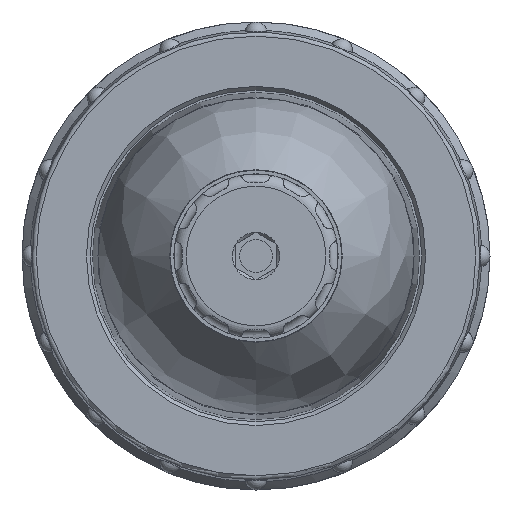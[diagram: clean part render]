
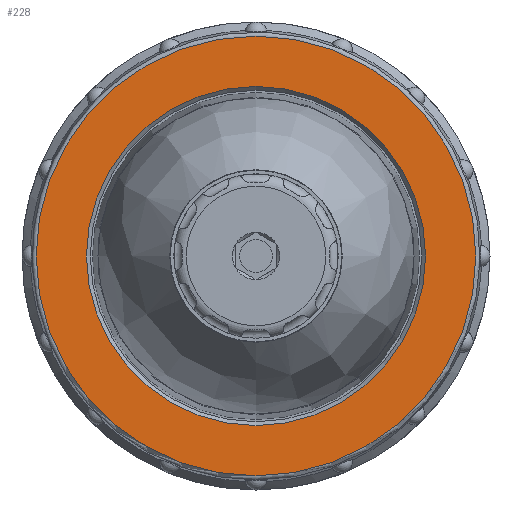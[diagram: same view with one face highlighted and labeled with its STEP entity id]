
A CAD part, front view. The second image highlights one B-rep face of the part: STEP entity #228.
In plain terms, the highlighted planar face has unit normal (0, -1, 0).
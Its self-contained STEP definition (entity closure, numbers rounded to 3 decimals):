
#228 = ADVANCED_FACE( '', ( #537, #538 ), #539, .F. );
#537 = FACE_BOUND( '', #1030, .T. );
#538 = FACE_OUTER_BOUND( '', #1031, .T. );
#539 = PLANE( '', #1032 );
#1030 = EDGE_LOOP( '', ( #1897 ) );
#1031 = EDGE_LOOP( '', ( #1898 ) );
#1032 = AXIS2_PLACEMENT_3D( '', #1899, #1900, #1901 );
#1897 = ORIENTED_EDGE( '', *, *, #3397, .F. );
#1898 = ORIENTED_EDGE( '', *, *, #3304, .T. );
#1899 = CARTESIAN_POINT( '', ( 26.779, -29.5, 0. ) );
#1900 = DIRECTION( '', ( 0., 1., 0. ) );
#1901 = DIRECTION( '', ( 0., 0., 1. ) );
#3304 = EDGE_CURVE( '', #3949, #3949, #3950, .T. );
#3397 = EDGE_CURVE( '', #4101, #4101, #4102, .T. );
#3949 = VERTEX_POINT( '', #5411 );
#3950 = CIRCLE( '', #5412, 26.779 );
#4101 = VERTEX_POINT( '', #5815 );
#4102 = CIRCLE( '', #5816, 20.65 );
#5411 = CARTESIAN_POINT( '', ( 0., -29.5, -26.779 ) );
#5412 = AXIS2_PLACEMENT_3D( '', #7641, #7642, #7643 );
#5815 = CARTESIAN_POINT( '', ( 0., -29.5, -20.65 ) );
#5816 = AXIS2_PLACEMENT_3D( '', #7800, #7801, #7802 );
#7641 = CARTESIAN_POINT( '', ( 0., -29.5, 0. ) );
#7642 = DIRECTION( '', ( 0., -1., 0. ) );
#7643 = DIRECTION( '', ( 0., 0., -1. ) );
#7800 = CARTESIAN_POINT( '', ( 0., -29.5, 0. ) );
#7801 = DIRECTION( '', ( 0., -1., 0. ) );
#7802 = DIRECTION( '', ( 0., 0., -1. ) );
